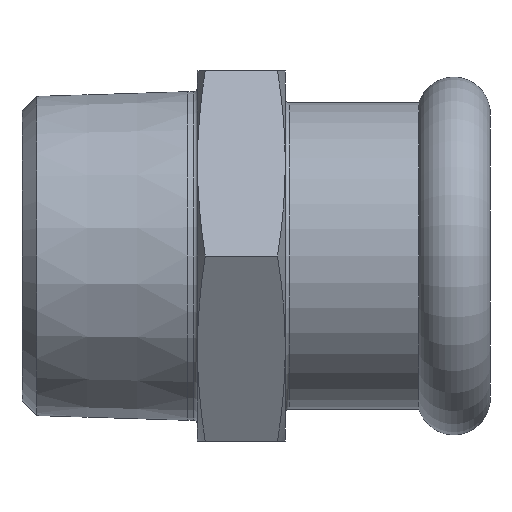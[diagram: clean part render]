
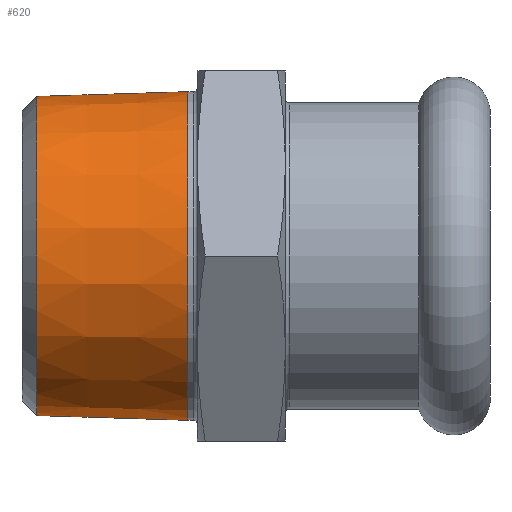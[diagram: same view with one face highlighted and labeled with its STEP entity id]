
A CAD part, left-side view. The second image highlights one B-rep face of the part: STEP entity #620.
In plain terms, the highlighted conical face has half-angle 1.78 degrees and reference radius 16.586 mm.
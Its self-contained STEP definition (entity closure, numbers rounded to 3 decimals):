
#77=FACE_OUTER_BOUND('',#119,.T.);
#119=EDGE_LOOP('',(#453,#454,#455,#456,#457,#458));
#157=LINE('',#1047,#174);
#174=VECTOR('',#850,16.586);
#208=CIRCLE('',#704,16.368);
#209=CIRCLE('',#705,16.368);
#210=CIRCLE('',#707,16.85);
#211=CIRCLE('',#708,16.85);
#262=VERTEX_POINT('',#1040);
#263=VERTEX_POINT('',#1042);
#264=VERTEX_POINT('',#1046);
#265=VERTEX_POINT('',#1048);
#332=EDGE_CURVE('',#262,#263,#208,.T.);
#333=EDGE_CURVE('',#263,#262,#209,.T.);
#334=EDGE_CURVE('',#263,#264,#157,.T.);
#335=EDGE_CURVE('',#264,#265,#210,.T.);
#336=EDGE_CURVE('',#265,#264,#211,.T.);
#453=ORIENTED_EDGE('',*,*,#332,.F.);
#454=ORIENTED_EDGE('',*,*,#333,.F.);
#455=ORIENTED_EDGE('',*,*,#334,.T.);
#456=ORIENTED_EDGE('',*,*,#335,.T.);
#457=ORIENTED_EDGE('',*,*,#336,.T.);
#458=ORIENTED_EDGE('',*,*,#334,.F.);
#596=CONICAL_SURFACE('',#706,16.586,0.031);
#620=ADVANCED_FACE('',(#77),#596,.T.);
#704=AXIS2_PLACEMENT_3D('',#1043,#844,#845);
#705=AXIS2_PLACEMENT_3D('',#1044,#846,#847);
#706=AXIS2_PLACEMENT_3D('',#1045,#848,#849);
#707=AXIS2_PLACEMENT_3D('',#1049,#851,#852);
#708=AXIS2_PLACEMENT_3D('',#1050,#853,#854);
#844=DIRECTION('center_axis',(0.,1.,0.));
#845=DIRECTION('ref_axis',(0.,0.,-1.));
#846=DIRECTION('center_axis',(0.,1.,0.));
#847=DIRECTION('ref_axis',(0.,0.,-1.));
#848=DIRECTION('center_axis',(0.,-1.,0.));
#849=DIRECTION('ref_axis',(0.,0.,1.));
#850=DIRECTION('',(0.,-1.,-0.031));
#851=DIRECTION('center_axis',(0.,1.,0.));
#852=DIRECTION('ref_axis',(0.,0.,1.));
#853=DIRECTION('center_axis',(0.,1.,0.));
#854=DIRECTION('ref_axis',(0.,0.,1.));
#1040=CARTESIAN_POINT('',(0.,46.501,16.368));
#1042=CARTESIAN_POINT('',(0.,46.501,-16.368));
#1043=CARTESIAN_POINT('Origin',(0.,46.501,
0.));
#1044=CARTESIAN_POINT('Origin',(0.,46.501,
0.));
#1045=CARTESIAN_POINT('Origin',(0.,39.5,0.));
#1046=CARTESIAN_POINT('',(0.,31.,-16.85));
#1047=CARTESIAN_POINT('',(0.,39.5,-16.586));
#1048=CARTESIAN_POINT('',(0.,31.,16.85));
#1049=CARTESIAN_POINT('Origin',(0.,31.,0.));
#1050=CARTESIAN_POINT('Origin',(0.,31.,0.));
